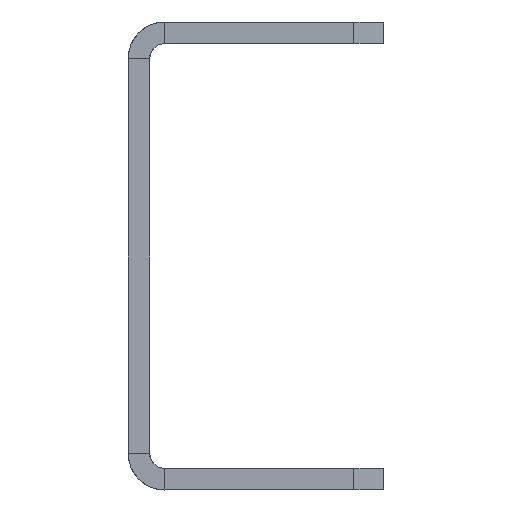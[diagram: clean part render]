
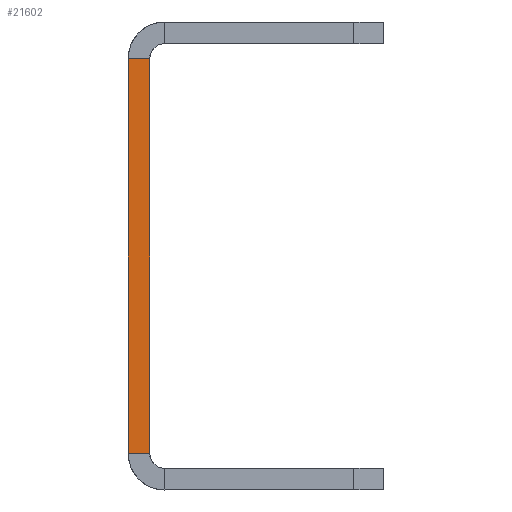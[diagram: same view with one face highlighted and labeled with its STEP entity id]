
A CAD part, left-side view. The second image highlights one B-rep face of the part: STEP entity #21602.
In plain terms, the highlighted planar face has unit normal (-1, 0, 0).
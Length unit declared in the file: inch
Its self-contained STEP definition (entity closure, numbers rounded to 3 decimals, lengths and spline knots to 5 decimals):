
#3192=FACE_OUTER_BOUND('',#4335,.T.);
#4335=EDGE_LOOP('',(#19198,#19199,#19200,#19201));
#4735=LINE('',#31163,#6701);
#5449=LINE('',#34172,#7415);
#5466=LINE('',#34252,#7432);
#6242=LINE('',#36461,#8208);
#6701=VECTOR('',#24471,0.844);
#7415=VECTOR('',#26429,0.046);
#7432=VECTOR('',#26448,0.844);
#8208=VECTOR('',#28696,0.046);
#10114=VERTEX_POINT('',#31160);
#10115=VERTEX_POINT('',#31162);
#11035=VERTEX_POINT('',#33721);
#11066=VERTEX_POINT('',#34250);
#12017=EDGE_CURVE('',#10115,#10114,#4735,.T.);
#13181=EDGE_CURVE('',#10114,#11035,#5449,.T.);
#13198=EDGE_CURVE('',#11066,#11035,#5466,.T.);
#14237=EDGE_CURVE('',#10115,#11066,#6242,.T.);
#19198=ORIENTED_EDGE('',*,*,#13181,.T.);
#19199=ORIENTED_EDGE('',*,*,#13198,.F.);
#19200=ORIENTED_EDGE('',*,*,#14237,.F.);
#19201=ORIENTED_EDGE('',*,*,#12017,.T.);
#20769=PLANE('',#23317);
#21602=ADVANCED_FACE('',(#3192),#20769,.F.);
#23317=AXIS2_PLACEMENT_3D('',#36460,#28694,#28695);
#24471=DIRECTION('',(0.,0.,1.));
#26429=DIRECTION('',(0.,1.,0.));
#26448=DIRECTION('',(0.,0.,1.));
#28694=DIRECTION('center_axis',(1.,0.,0.));
#28695=DIRECTION('ref_axis',(0.,0.,-1.));
#28696=DIRECTION('',(0.,1.,0.));
#31160=CARTESIAN_POINT('',(-1.04194,0.,0.30781));
#31162=CARTESIAN_POINT('',(-1.04194,0.,-0.53619));
#31163=CARTESIAN_POINT('',(-1.04194,0.,-0.53619));
#33721=CARTESIAN_POINT('',(-1.04194,0.046,0.30781));
#34172=CARTESIAN_POINT('',(-1.04194,0.,0.30781));
#34250=CARTESIAN_POINT('',(-1.04194,0.046,-0.53619));
#34252=CARTESIAN_POINT('',(-1.04194,0.046,-0.53619));
#36460=CARTESIAN_POINT('Origin',(-1.04194,0.046,-0.61419));
#36461=CARTESIAN_POINT('',(-1.04194,0.,-0.53619));
